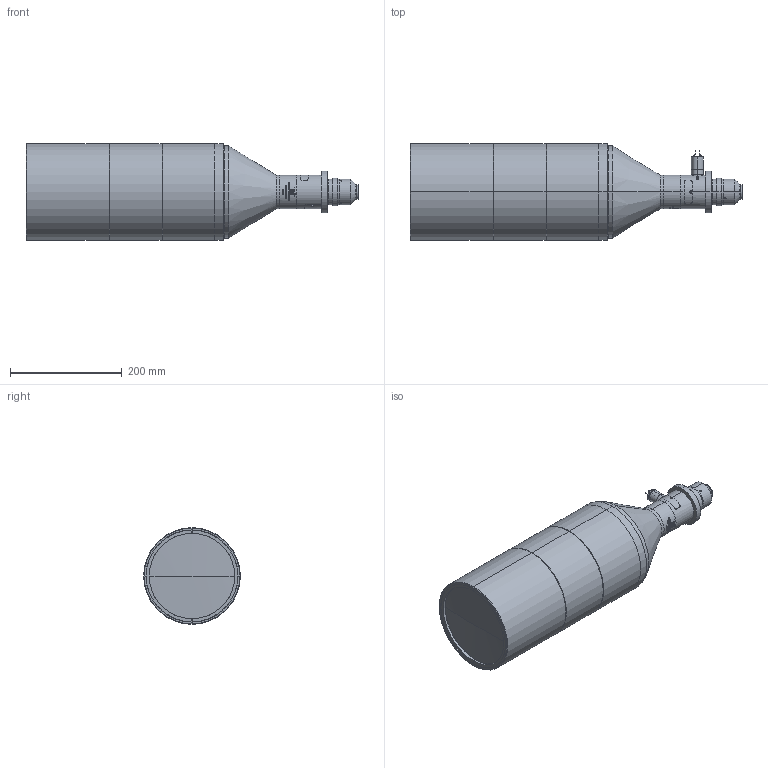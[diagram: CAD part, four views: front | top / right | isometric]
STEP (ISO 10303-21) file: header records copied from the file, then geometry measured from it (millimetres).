
FILE_DESCRIPTION (( 'STEP AP203' ), '1' );
FILE_NAME ('S5LPL1852_LED_02.STEP', '2022-03-04T05:22:02', ( '' ), ( '' ), 'SwSTEP 2.0', 'SolidWorks 2021', '' );
FILE_SCHEMA (( 'CONFIG_CONTROL_DESIGN' ));
Length unit declared in the file: millimetre
Products named in the file (41): DIN 914 - M3 x 4-N_DIN 914 - M3 x 4-N; 122103; DIN 912 M2 x 10 --- 10N_DIN 912 M2 x 10 --- 10N; S5MEC0010; 282107; 291610; 282101; 134319; S5LAO0450_078; 115705; 518002; Anschlußkabel 300 mm^134301; 282111; S5LMP4551_078; 522203; S5LPL1852_LED_02; 134318; 282106; 115703; O-Ring 15x1; 134301; 518004; 115706; DIN 913 - M3 x 3-N_DIN 913 - M3 x 3-N; 518003; S0DIF1363; 053710; 134317; S5FIL0201; 097108; 510803; 145604_S5LPL1852-LED; S5ELE1365; S5LED0011; 522301; 518001; DIN 912 M2 x 4 --- 4N_DIN 912 M2 x 4 --- 4N; S5LMN0450_078; 239407; 134316 ...
Assembly tree (45 placements, depth 4):
  S5LPL1852_LED_02
    S5LAO0450_078
      S5LMN0450_078
    122103
    115703  x2
    115705
    115706
    239407
    097108
    518001
      518002
      518003
      518004
      O-Ring 15x1
      DIN 912 M2 x 10 --- 10N_DIN 912 M2 x 10 --- 10N
      DIN 912 M2 x 4 --- 4N_DIN 912 M2 x 4 --- 4N  x2
      DIN 914 - M3 x 4-N_DIN 914 - M3 x 4-N
    145604_S5LPL1852-LED
    291610
    282101
      S5LMP4551_078
      282106
      282107
      282111
      S5MEC0010
    522301
      134301
        134317
        134319
        134330
        S5ELE1365
        S5LED0011
        Anschlußkabel 300 mm^134301  x2
      134316
      134318
      053710
      S5FIL0201
      S0DIF1363
      522203
    510803
    DIN 913 - M3 x 3-N_DIN 913 - M3 x 3-N  x3
Bounding box: 594.62 x 173 x 173 mm (x, y, z)
Volume: 2505962.1 mm3; surface area: 709260.2 mm2
Topology: 40 solids, 40 shells, 1655 faces, 3959 edges, 2505 vertices
Faces by surface type: plane 521, cylinder 473, bspline 334, cone 180, torus 138, sphere 9
Entity records: 83824 total; most frequent: CARTESIAN_POINT 45142, ORIENTED_EDGE 7418, DIRECTION 6481, EDGE_CURVE 3709, AXIS2_PLACEMENT_3D 2636, VERTEX_POINT 2365, EDGE_LOOP 1752, ADVANCED_FACE 1546
